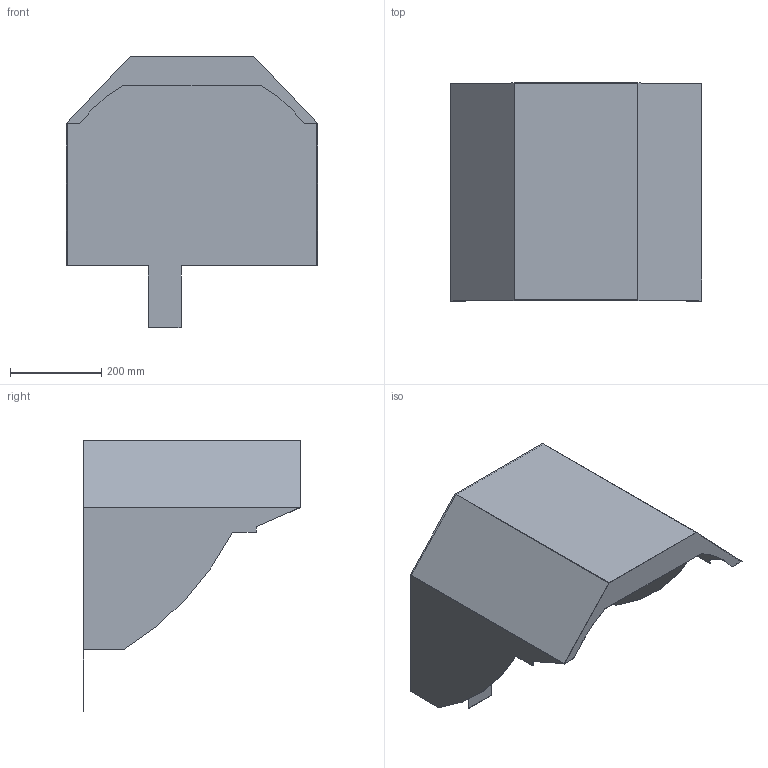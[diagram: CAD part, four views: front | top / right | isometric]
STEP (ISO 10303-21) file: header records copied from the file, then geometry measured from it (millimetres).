
FILE_DESCRIPTION (( 'STEP AP203' ), '1' );
FILE_NAME ('Wrist_motor_cover_Predeterminado_sldprt.STEP', '2021-02-26T20:02:14', ( '' ), ( '' ), 'SwSTEP 2.0', 'SolidWorks 2020', '' );
FILE_SCHEMA (( 'CONFIG_CONTROL_DESIGN' ));
Length unit declared in the file: millimetre
Products named in the file (1): Wrist_motor_cover_Predeterminado_sldprt
Bounding box: 552 x 478 x 596 mm (x, y, z)
Volume: 1505871.9 mm3; surface area: 1511031.1 mm2
Topology: 1 solids, 1 shells, 36 faces, 99 edges, 65 vertices
Faces by surface type: plane 28, cylinder 8
Entity records: 1210 total; most frequent: CARTESIAN_POINT 207, ORIENTED_EDGE 198, DIRECTION 185, EDGE_CURVE 99, LINE 83, VECTOR 83, VERTEX_POINT 65, AXIS2_PLACEMENT_3D 51
